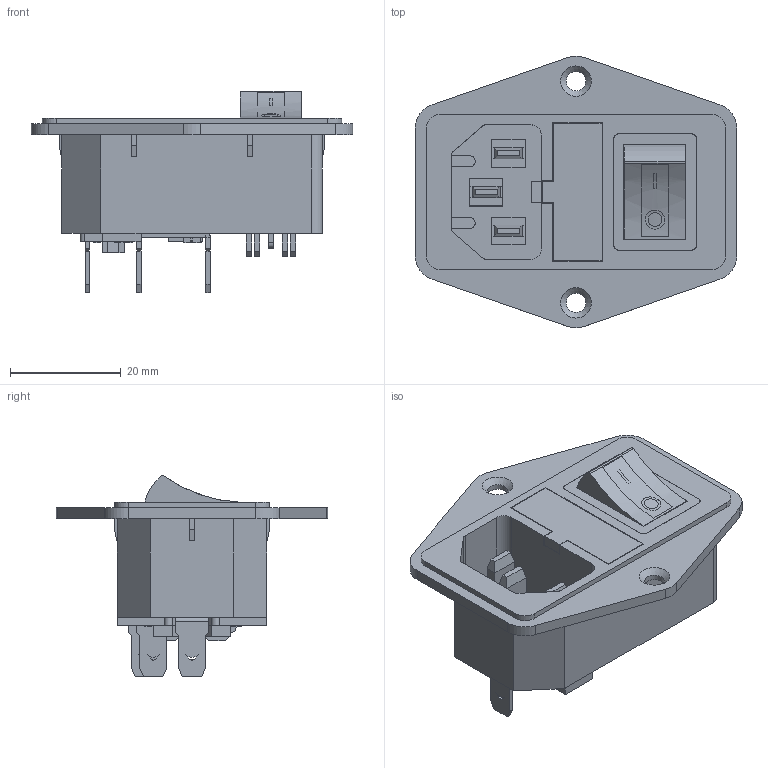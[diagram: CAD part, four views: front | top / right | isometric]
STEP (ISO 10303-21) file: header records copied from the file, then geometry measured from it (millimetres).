
FILE_DESCRIPTION(('FreeCAD Model'),'2;1');
FILE_NAME('Open CASCADE Shape Model','2021-06-29T15:21:25',('Author'),( ''),'Open CASCADE STEP processor 7.5','FreeCAD','Unknown');
FILE_SCHEMA(('AUTOMOTIVE_DESIGN { 1 0 10303 214 1 1 1 1 }'));
Length unit declared in the file: millimetre
Products named in the file (15): KLS1-AS; Body; Body001; Body002; Body003; Body004; Body005; Body006; Body007; Body008; Body009; Body010; Body011; Body012; Body013
Assembly tree (14 placements, depth 2):
  KLS1-AS
    Body
    Body001
    Body002
    Body003
    Body004
    Body005
    Body006
    Body007
    Body008
    Body009
    Body010
    Body011
    Body012
    Body013
Bounding box: 58 x 49 x 36.35 mm (x, y, z)
Volume: 19470.2 mm3; surface area: 15572 mm2
Topology: 14 solids, 14 shells, 589 faces, 1550 edges, 1004 vertices
Faces by surface type: plane 501, cylinder 86, cone 2
Full cylindrical faces by diameter (mm): 2.5 x1, 3.5 x3
Entity records: 18356 total; most frequent: CARTESIAN_POINT 3257, ORIENTED_EDGE 3100, DIRECTION 2928, EDGE_CURVE 1550, LINE 1376, VECTOR 1376, VERTEX_POINT 1004, AXIS2_PLACEMENT_3D 776
